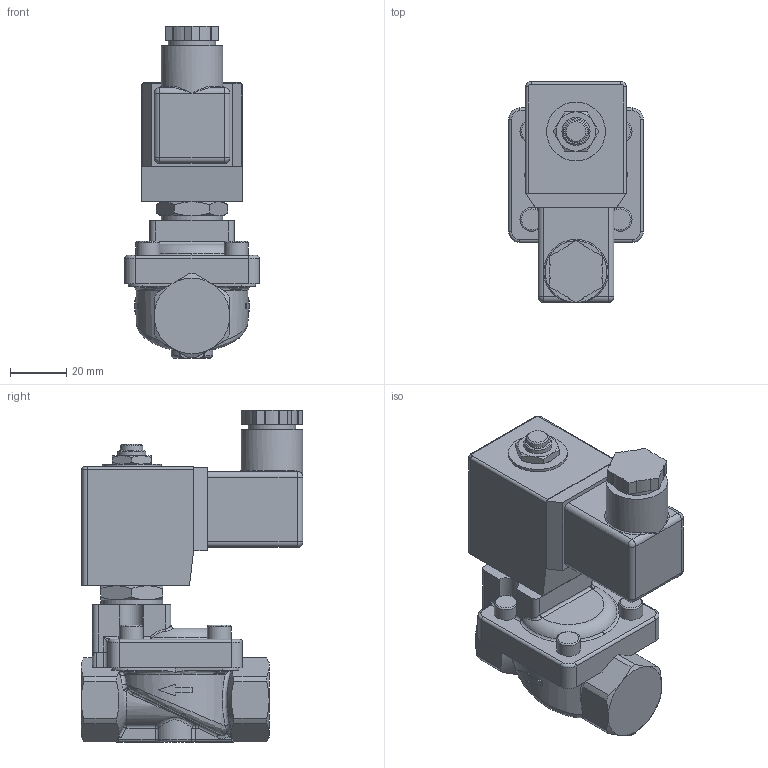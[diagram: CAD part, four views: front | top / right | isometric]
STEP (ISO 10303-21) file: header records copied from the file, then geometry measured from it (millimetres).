
FILE_DESCRIPTION(/* description */ ('3D-Modell 040.001984'),/* implementation_level */ '2;1');
FILE_NAME(/* name */ '040.001984_D4023-1001-.012-NO.stp',/* time_stamp */ '2018-04-19T13:06:31+02:00',/* author */ ('TBartelsmeier'),/* organization */ (''),/* preprocessor_version */ 'ST-DEVELOPER v16.1',/* originating_system */ 'Autodesk Inventor 2016',/* authorisation */ '');
FILE_SCHEMA (('CONFIG_CONTROL_DESIGN'));
Length unit declared in the file: millimetre
Products named in the file (1): 87-023991
Bounding box: 48 x 79 x 118.4 mm (x, y, z)
Volume: 182315.1 mm3; surface area: 29121.5 mm2
Topology: 1 solids, 1 shells, 375 faces, 943 edges, 571 vertices
Faces by surface type: plane 139, cylinder 98, bspline 56, cone 48, torus 22, sphere 12
Full cylindrical faces by diameter (mm): 8 x1, 8.5 x4, 10 x1, 17 x1, 21 x1, 22 x2
Entity records: 12979 total; most frequent: CARTESIAN_POINT 4702, ORIENTED_EDGE 1806, DIRECTION 1619, EDGE_CURVE 903, AXIS2_PLACEMENT_3D 632, VERTEX_POINT 563, EDGE_LOOP 408, FACE_OUTER_BOUND 375
